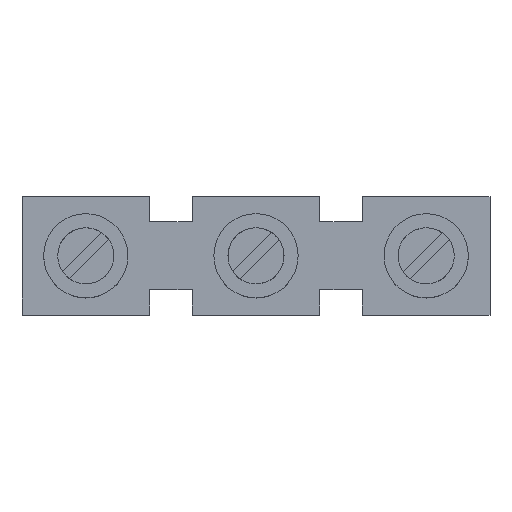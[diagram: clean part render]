
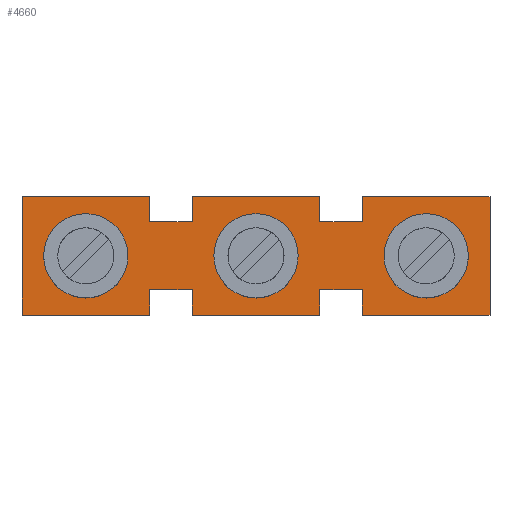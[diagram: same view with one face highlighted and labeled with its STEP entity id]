
A CAD part, top view. The second image highlights one B-rep face of the part: STEP entity #4660.
In plain terms, the highlighted face is planar.
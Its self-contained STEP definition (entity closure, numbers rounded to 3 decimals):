
#120=CARTESIAN_POINT('',(197.551,76.27,
0.));
#130=VERTEX_POINT('',#120);
#160=CARTESIAN_POINT('',(192.601,76.27,0.));
#170=DIRECTION('',(0.,-1.,0.));
#180=DIRECTION('',(-1.,0.,0.));
#190=AXIS2_PLACEMENT_3D('',#160,#170,#180);
#200=CIRCLE('',#190,4.95);
#210=CARTESIAN_POINT('',(187.651,76.27,0.));
#220=VERTEX_POINT('',#210);
#230=EDGE_CURVE('',#130,#220,#200,.T.);
#2800=CARTESIAN_POINT('',(188.851,76.27,-7.5));
#2810=DIRECTION('',(-0.,1.,0.));
#2820=DIRECTION('',(1.,0.,0.));
#2830=AXIS2_PLACEMENT_3D('',#2800,#2810,#2820);
#2840=PLANE('',#2830);
#2850=EDGE_CURVE('',#220,#130,#200,.T.);
#2860=ORIENTED_EDGE('',*,*,#2850,.T.);
#2870=ORIENTED_EDGE('',*,*,#230,.T.);
#2880=EDGE_LOOP('',(#2870,#2860));
#2890=FACE_BOUND('',#2880,.T.);
#2900=CARTESIAN_POINT('',(192.601,76.27,40.));
#2910=DIRECTION('',(0.,-1.,0.));
#2920=DIRECTION('',(-1.,0.,0.));
#2930=AXIS2_PLACEMENT_3D('',#2900,#2910,#2920);
#2940=CIRCLE('',#2930,4.95);
#2950=CARTESIAN_POINT('',(187.651,76.27,40.));
#2960=VERTEX_POINT('',#2950);
#2970=CARTESIAN_POINT('',(197.551,76.27,40.));
#2980=VERTEX_POINT('',#2970);
#2990=EDGE_CURVE('',#2960,#2980,#2940,.T.);
#3000=ORIENTED_EDGE('',*,*,#2990,.T.);
#3010=EDGE_CURVE('',#2980,#2960,#2940,.T.);
#3020=ORIENTED_EDGE('',*,*,#3010,.T.);
#3030=EDGE_LOOP('',(#3020,#3000));
#3040=FACE_BOUND('',#3030,.T.);
#3050=CARTESIAN_POINT('',(192.601,76.27,20.));
#3060=DIRECTION('',(0.,-1.,0.));
#3070=DIRECTION('',(-1.,0.,0.));
#3080=AXIS2_PLACEMENT_3D('',#3050,#3060,#3070);
#3090=CIRCLE('',#3080,4.95);
#3100=CARTESIAN_POINT('',(187.651,76.27,20.));
#3110=VERTEX_POINT('',#3100);
#3120=CARTESIAN_POINT('',(197.551,76.27,20.));
#3130=VERTEX_POINT('',#3120);
#3140=EDGE_CURVE('',#3110,#3130,#3090,.T.);
#3150=ORIENTED_EDGE('',*,*,#3140,.T.);
#3160=EDGE_CURVE('',#3130,#3110,#3090,.T.);
#3170=ORIENTED_EDGE('',*,*,#3160,.T.);
#3180=EDGE_LOOP('',(#3170,#3150));
#3190=FACE_BOUND('',#3180,.T.);
#3200=CARTESIAN_POINT('',(199.551,76.27,0.));
#3210=DIRECTION('',(0.,0.,-1.));
#3220=VECTOR('',#3210,1.);
#3230=LINE('',#3200,#3220);
#3240=CARTESIAN_POINT('',(199.551,76.27,7.5));
#3250=VERTEX_POINT('',#3240);
#3260=CARTESIAN_POINT('',(199.551,76.27,-7.5));
#3270=VERTEX_POINT('',#3260);
#3280=EDGE_CURVE('',#3250,#3270,#3230,.T.);
#3290=ORIENTED_EDGE('',*,*,#3280,.T.);
#3300=CARTESIAN_POINT('',(0.,76.27,7.5));
#3310=DIRECTION('',(-1.,0.,0.));
#3320=VECTOR('',#3310,1.);
#3330=LINE('',#3300,#3320);
#3340=CARTESIAN_POINT('',(196.601,76.27,7.5));
#3350=VERTEX_POINT('',#3340);
#3360=EDGE_CURVE('',#3250,#3350,#3330,.T.);
#3370=ORIENTED_EDGE('',*,*,#3360,.F.);
#3380=CARTESIAN_POINT('',(196.601,76.27,0.));
#3390=DIRECTION('',(0.,0.,1.));
#3400=VECTOR('',#3390,1.);
#3410=LINE('',#3380,#3400);
#3420=CARTESIAN_POINT('',(196.601,76.27,12.5));
#3430=VERTEX_POINT('',#3420);
#3440=EDGE_CURVE('',#3350,#3430,#3410,.T.);
#3450=ORIENTED_EDGE('',*,*,#3440,.F.);
#3460=CARTESIAN_POINT('',(0.,76.27,12.5));
#3470=DIRECTION('',(1.,0.,0.));
#3480=VECTOR('',#3470,1.);
#3490=LINE('',#3460,#3480);
#3500=CARTESIAN_POINT('',(199.551,76.27,12.5));
#3510=VERTEX_POINT('',#3500);
#3520=EDGE_CURVE('',#3430,#3510,#3490,.T.);
#3530=ORIENTED_EDGE('',*,*,#3520,.F.);
#3540=CARTESIAN_POINT('',(199.551,76.27,
27.5));
#3550=VERTEX_POINT('',#3540);
#3560=EDGE_CURVE('',#3550,#3510,#3230,.T.);
#3570=ORIENTED_EDGE('',*,*,#3560,.T.);
#3580=CARTESIAN_POINT('',(0.,76.27,27.5));
#3590=DIRECTION('',(-1.,0.,0.));
#3600=VECTOR('',#3590,1.);
#3610=LINE('',#3580,#3600);
#3620=CARTESIAN_POINT('',(196.601,76.27,
27.5));
#3630=VERTEX_POINT('',#3620);
#3640=EDGE_CURVE('',#3550,#3630,#3610,.T.);
#3650=ORIENTED_EDGE('',*,*,#3640,.F.);
#3660=CARTESIAN_POINT('',(196.601,76.27,0.));
#3670=DIRECTION('',(0.,0.,1.));
#3680=VECTOR('',#3670,1.);
#3690=LINE('',#3660,#3680);
#3700=CARTESIAN_POINT('',(196.601,76.27,
32.5));
#3710=VERTEX_POINT('',#3700);
#3720=EDGE_CURVE('',#3630,#3710,#3690,.T.);
#3730=ORIENTED_EDGE('',*,*,#3720,.F.);
#3740=CARTESIAN_POINT('',(0.,76.27,32.5));
#3750=DIRECTION('',(1.,0.,0.));
#3760=VECTOR('',#3750,1.);
#3770=LINE('',#3740,#3760);
#3780=CARTESIAN_POINT('',(199.551,76.27,
32.5));
#3790=VERTEX_POINT('',#3780);
#3800=EDGE_CURVE('',#3710,#3790,#3770,.T.);
#3810=ORIENTED_EDGE('',*,*,#3800,.F.);
#3820=CARTESIAN_POINT('',(199.551,76.27,47.5));
#3830=VERTEX_POINT('',#3820);
#3840=EDGE_CURVE('',#3830,#3790,#3230,.T.);
#3850=ORIENTED_EDGE('',*,*,#3840,.T.);
#3860=CARTESIAN_POINT('',(0.,76.27,47.5));
#3870=DIRECTION('',(-1.,0.,0.));
#3880=VECTOR('',#3870,1.);
#3890=LINE('',#3860,#3880);
#3900=CARTESIAN_POINT('',(185.651,76.27,47.5));
#3910=VERTEX_POINT('',#3900);
#3920=EDGE_CURVE('',#3830,#3910,#3890,.T.);
#3930=ORIENTED_EDGE('',*,*,#3920,.F.);
#3940=CARTESIAN_POINT('',(185.651,76.27,0.));
#3950=DIRECTION('',(0.,0.,-1.));
#3960=VECTOR('',#3950,1.);
#3970=LINE('',#3940,#3960);
#3980=CARTESIAN_POINT('',(185.651,76.27,
32.5));
#3990=VERTEX_POINT('',#3980);
#4000=EDGE_CURVE('',#3910,#3990,#3970,.T.);
#4010=ORIENTED_EDGE('',*,*,#4000,.F.);
#4020=CARTESIAN_POINT('',(0.,76.27,32.5));
#4030=DIRECTION('',(1.,0.,0.));
#4040=VECTOR('',#4030,1.);
#4050=LINE('',#4020,#4040);
#4060=CARTESIAN_POINT('',(188.601,76.27,
32.5));
#4070=VERTEX_POINT('',#4060);
#4080=EDGE_CURVE('',#3990,#4070,#4050,.T.);
#4090=ORIENTED_EDGE('',*,*,#4080,.F.);
#4100=CARTESIAN_POINT('',(188.601,76.27,0.));
#4110=DIRECTION('',(0.,0.,-1.));
#4120=VECTOR('',#4110,1.);
#4130=LINE('',#4100,#4120);
#4140=CARTESIAN_POINT('',(188.601,76.27,
27.5));
#4150=VERTEX_POINT('',#4140);
#4160=EDGE_CURVE('',#4070,#4150,#4130,.T.);
#4170=ORIENTED_EDGE('',*,*,#4160,.F.);
#4180=CARTESIAN_POINT('',(0.,76.27,27.5));
#4190=DIRECTION('',(-1.,0.,0.));
#4200=VECTOR('',#4190,1.);
#4210=LINE('',#4180,#4200);
#4220=CARTESIAN_POINT('',(185.651,76.27,
27.5));
#4230=VERTEX_POINT('',#4220);
#4240=EDGE_CURVE('',#4150,#4230,#4210,.T.);
#4250=ORIENTED_EDGE('',*,*,#4240,.F.);
#4260=CARTESIAN_POINT('',(185.651,76.27,12.5));
#4270=VERTEX_POINT('',#4260);
#4280=EDGE_CURVE('',#4230,#4270,#3970,.T.);
#4290=ORIENTED_EDGE('',*,*,#4280,.F.);
#4300=CARTESIAN_POINT('',(0.,76.27,12.5));
#4310=DIRECTION('',(1.,0.,0.));
#4320=VECTOR('',#4310,1.);
#4330=LINE('',#4300,#4320);
#4340=CARTESIAN_POINT('',(188.601,76.27,12.5));
#4350=VERTEX_POINT('',#4340);
#4360=EDGE_CURVE('',#4270,#4350,#4330,.T.);
#4370=ORIENTED_EDGE('',*,*,#4360,.F.);
#4380=CARTESIAN_POINT('',(188.601,76.27,0.));
#4390=DIRECTION('',(0.,0.,-1.));
#4400=VECTOR('',#4390,1.);
#4410=LINE('',#4380,#4400);
#4420=CARTESIAN_POINT('',(188.601,76.27,7.5));
#4430=VERTEX_POINT('',#4420);
#4440=EDGE_CURVE('',#4350,#4430,#4410,.T.);
#4450=ORIENTED_EDGE('',*,*,#4440,.F.);
#4460=CARTESIAN_POINT('',(0.,76.27,7.5));
#4470=DIRECTION('',(-1.,0.,0.));
#4480=VECTOR('',#4470,1.);
#4490=LINE('',#4460,#4480);
#4500=CARTESIAN_POINT('',(185.651,76.27,7.5));
#4510=VERTEX_POINT('',#4500);
#4520=EDGE_CURVE('',#4430,#4510,#4490,.T.);
#4530=ORIENTED_EDGE('',*,*,#4520,.F.);
#4540=CARTESIAN_POINT('',(185.651,76.27,-7.5));
#4550=VERTEX_POINT('',#4540);
#4560=EDGE_CURVE('',#4510,#4550,#3970,.T.);
#4570=ORIENTED_EDGE('',*,*,#4560,.F.);
#4580=CARTESIAN_POINT('',(0.,76.27,-7.5));
#4590=DIRECTION('',(-1.,0.,0.));
#4600=VECTOR('',#4590,1.);
#4610=LINE('',#4580,#4600);
#4620=EDGE_CURVE('',#3270,#4550,#4610,.T.);
#4630=ORIENTED_EDGE('',*,*,#4620,.T.);
#4640=EDGE_LOOP('',(#4630,#4570,#4530,#4450,#4370,#4290,#4250,#4170,
#4090,#4010,#3930,#3850,#3810,#3730,#3650,#3570,#3530,#3450,#3370,#3290)
);
#4650=FACE_OUTER_BOUND('',#4640,.T.);
#4660=ADVANCED_FACE('',(#2890,#3040,#3190,#4650),#2840,.T.);
